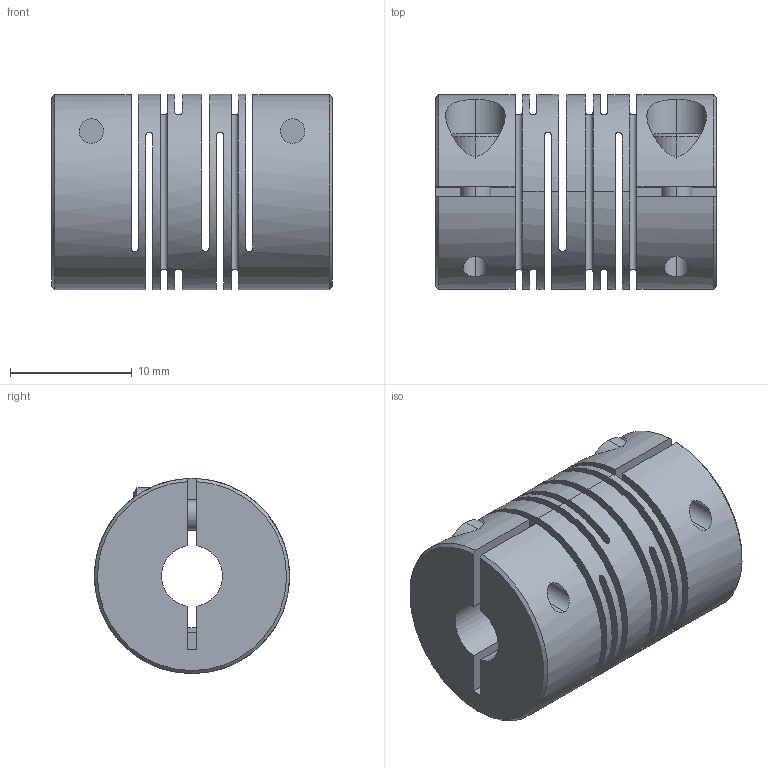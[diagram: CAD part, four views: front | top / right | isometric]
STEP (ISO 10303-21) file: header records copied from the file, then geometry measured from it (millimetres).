
FILE_DESCRIPTION (( 'STEP AP203' ), '1' );
FILE_NAME ('E-LMPLCN16-5-8.step', '2023-06-30T03:47:57', ( '' ), ( '' ), 'SwSTEP 2.0', 'SolidWorks 2020', '' );
FILE_SCHEMA (( 'CONFIG_CONTROL_DESIGN' ));
Length unit declared in the file: millimetre
Products named in the file (3): NEZI-E-LMPLCN16-5-8; E-LMPLCN16-5-8; BODY_E-LMPLCN16-5-8
Assembly tree (3 placements, depth 2):
  E-LMPLCN16-5-8
    BODY_E-LMPLCN16-5-8
    NEZI-E-LMPLCN16-5-8  x2
Bounding box: 23 x 16 x 16 mm (x, y, z)
Volume: 2886.6 mm3; surface area: 4195.6 mm2
Topology: 3 solids, 3 shells, 128 faces, 335 edges, 213 vertices
Faces by surface type: plane 64, cylinder 53, cone 11
Entity records: 4037 total; most frequent: CARTESIAN_POINT 984, DIRECTION 582, ORIENTED_EDGE 566, EDGE_CURVE 283, AXIS2_PLACEMENT_3D 224, VERTEX_POINT 184, LINE 134, VECTOR 134
